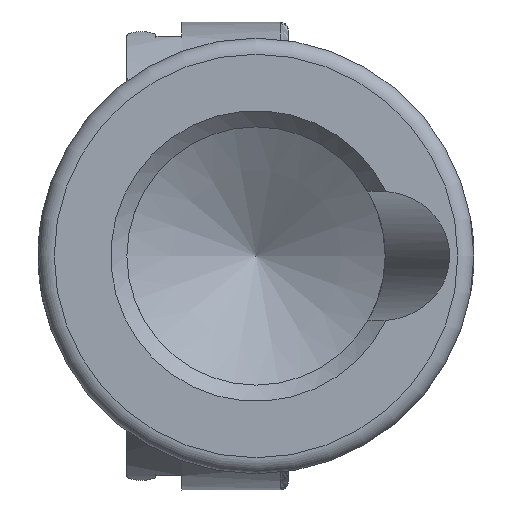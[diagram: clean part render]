
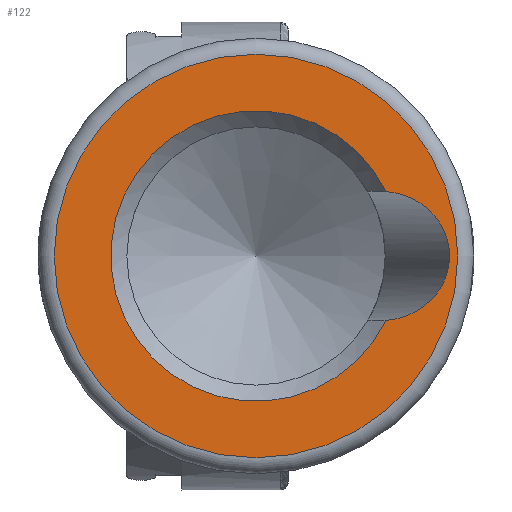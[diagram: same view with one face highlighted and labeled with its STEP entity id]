
A CAD part, front view. The second image highlights one B-rep face of the part: STEP entity #122.
In plain terms, the highlighted planar face has unit normal (0, -1, 0).
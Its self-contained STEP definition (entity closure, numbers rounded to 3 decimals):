
#122 = ADVANCED_FACE( '', ( #296, #297 ), #298, .T. );
#296 = FACE_OUTER_BOUND( '', #1272, .T. );
#297 = FACE_BOUND( '', #1273, .T. );
#298 = PLANE( '', #1274 );
#1272 = EDGE_LOOP( '', ( #1663 ) );
#1273 = EDGE_LOOP( '', ( #1664, #1665 ) );
#1274 = AXIS2_PLACEMENT_3D( '', #1666, #1667, #1668 );
#1663 = ORIENTED_EDGE( '', *, *, #2253, .T. );
#1664 = ORIENTED_EDGE( '', *, *, #2254, .T. );
#1665 = ORIENTED_EDGE( '', *, *, #2255, .T. );
#1666 = CARTESIAN_POINT( '', ( 4.6, -59., 0. ) );
#1667 = DIRECTION( '', ( 0., -1., 0. ) );
#1668 = DIRECTION( '', ( 1., 0., 0. ) );
#2253 = EDGE_CURVE( '', #2546, #2546, #2547, .T. );
#2254 = EDGE_CURVE( '', #2548, #2549, #2550, .F. );
#2255 = EDGE_CURVE( '', #2549, #2548, #2551, .F. );
#2546 = VERTEX_POINT( '', #3452 );
#2547 = CIRCLE( '', #3453, 12.5 );
#2548 = VERTEX_POINT( '', #3454 );
#2549 = VERTEX_POINT( '', #3455 );
#2550 = CIRCLE( '', #3456, 9. );
#2551 = ELLIPSE( '', #3457, 4.257, 4. );
#3452 = CARTESIAN_POINT( '', ( 17.1, -59., 0. ) );
#3453 = AXIS2_PLACEMENT_3D( '', #4344, #4345, #4346 );
#3454 = CARTESIAN_POINT( '', ( 12.668, -59., -3.988 ) );
#3455 = CARTESIAN_POINT( '', ( 12.668, -59., 3.988 ) );
#3456 = AXIS2_PLACEMENT_3D( '', #4347, #4348, #4349 );
#3457 = AXIS2_PLACEMENT_3D( '', #4350, #4351, #4352 );
#4344 = CARTESIAN_POINT( '', ( 4.6, -59., 0. ) );
#4345 = DIRECTION( '', ( 0., -1., 0. ) );
#4346 = DIRECTION( '', ( 1., 0., 0. ) );
#4347 = CARTESIAN_POINT( '', ( 4.6, -59., 0. ) );
#4348 = DIRECTION( '', ( 0., -1., 0. ) );
#4349 = DIRECTION( '', ( 1., 0., 0. ) );
#4350 = CARTESIAN_POINT( '', ( 12.34, -59., 0. ) );
#4351 = DIRECTION( '', ( 0., -1., 0. ) );
#4352 = DIRECTION( '', ( -1., 0., 0. ) );
